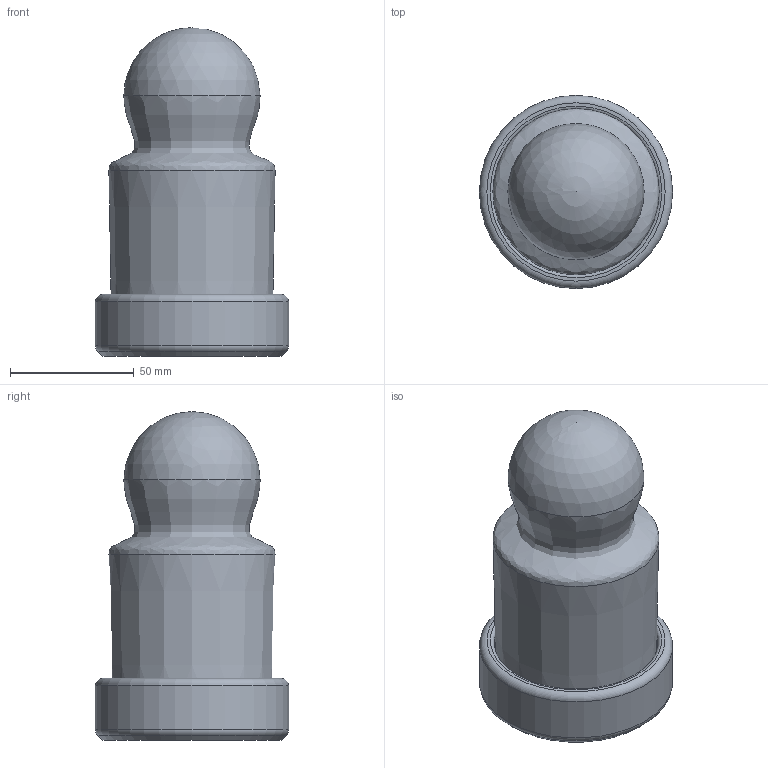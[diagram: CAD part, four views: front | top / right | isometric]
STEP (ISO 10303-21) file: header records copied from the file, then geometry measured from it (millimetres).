
FILE_DESCRIPTION(/* description */ (''),/* implementation_level */ '2;1');
FILE_NAME(/* name */ 'potmaker v3.step',/* time_stamp */ '2022-02-26T14:26:47-05:00',/* author */ (''),/* organization */ (''),/* preprocessor_version */ 'ST-DEVELOPER v18.1',/* originating_system */ 'Autodesk Translation Framework v10.13.0.1454',/* authorisation */ '');
FILE_SCHEMA (('AUTOMOTIVE_DESIGN { 1 0 10303 214 3 1 1 }'));
Length unit declared in the file: millimetre
Products named in the file (3): potmaker; pestle; base
Assembly tree (2 placements, depth 2):
  potmaker
    pestle
    base
Bounding box: 78 x 78 x 132.7 mm (x, y, z)
Volume: 397540.7 mm3; surface area: 45841.4 mm2
Topology: 2 solids, 2 shells, 31 faces, 58 edges, 35 vertices
Faces by surface type: cone 17, plane 8, torus 3, bspline 1, sphere 1, cylinder 1
Full cylindrical faces by diameter (mm): 78 x1
Entity records: 1003 total; most frequent: CARTESIAN_POINT 276, DIRECTION 164, ORIENTED_EDGE 114, AXIS2_PLACEMENT_3D 73, EDGE_CURVE 57, CIRCLE 38, EDGE_LOOP 36, VERTEX_POINT 35
